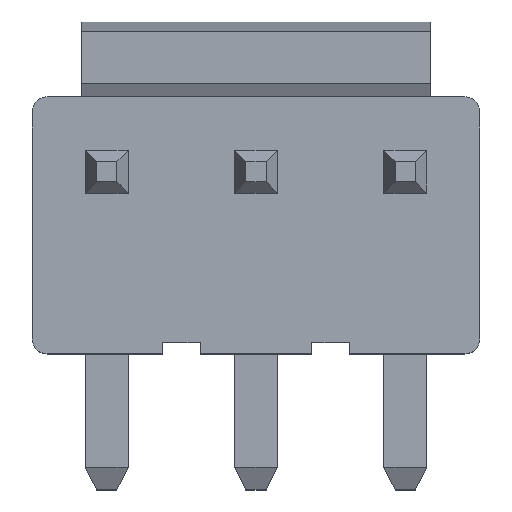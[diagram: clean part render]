
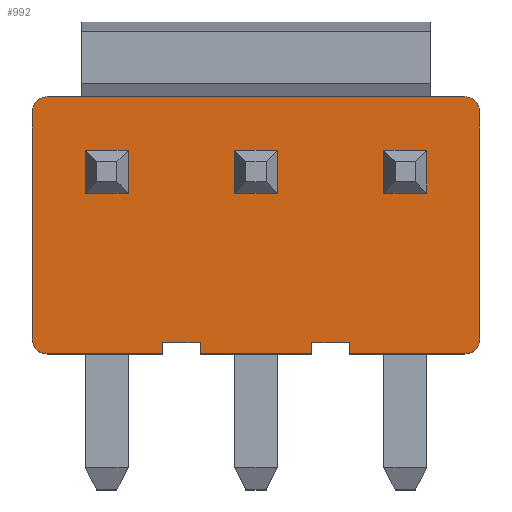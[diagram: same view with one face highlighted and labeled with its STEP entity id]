
A CAD part, top view. The second image highlights one B-rep face of the part: STEP entity #992.
In plain terms, the highlighted planar face has unit normal (0, 0, 1).
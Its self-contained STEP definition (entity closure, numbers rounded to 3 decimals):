
#652 = VERTEX_POINT('',#653);
#653 = CARTESIAN_POINT('',(9.9,6.42,6.4));
#659 = EDGE_CURVE('',#660,#652,#662,.T.);
#660 = VERTEX_POINT('',#661);
#661 = CARTESIAN_POINT('',(9.9,0.4,6.4));
#662 = LINE('',#663,#664);
#663 = CARTESIAN_POINT('',(9.9,0.,6.4));
#664 = VECTOR('',#665,1.);
#665 = DIRECTION('',(0.,1.,0.));
#948 = VERTEX_POINT('',#949);
#949 = CARTESIAN_POINT('',(9.5,0.,6.4));
#955 = EDGE_CURVE('',#660,#948,#956,.T.);
#956 = CIRCLE('',#957,0.4);
#957 = AXIS2_PLACEMENT_3D('',#958,#959,#960);
#958 = CARTESIAN_POINT('',(9.5,0.4,6.4));
#959 = DIRECTION('',(-0.,0.,-1.));
#960 = DIRECTION('',(0.,-1.,0.));
#973 = VERTEX_POINT('',#974);
#974 = CARTESIAN_POINT('',(9.5,6.82,6.4));
#980 = EDGE_CURVE('',#652,#973,#981,.T.);
#981 = CIRCLE('',#982,0.4);
#982 = AXIS2_PLACEMENT_3D('',#983,#984,#985);
#983 = CARTESIAN_POINT('',(9.5,6.42,6.4));
#984 = DIRECTION('',(-0.,0.,1.));
#985 = DIRECTION('',(0.,-1.,0.));
#992 = ADVANCED_FACE('',(#993,#1118,#1152,#1186),#1220,.T.);
#993 = FACE_BOUND('',#994,.T.);
#994 = EDGE_LOOP('',(#995,#996,#997,#998,#1006,#1014,#1022,#1031,#1039,
    #1048,#1056,#1064,#1072,#1080,#1088,#1096,#1104,#1112));
#995 = ORIENTED_EDGE('',*,*,#955,.F.);
#996 = ORIENTED_EDGE('',*,*,#659,.T.);
#997 = ORIENTED_EDGE('',*,*,#980,.T.);
#998 = ORIENTED_EDGE('',*,*,#999,.T.);
#999 = EDGE_CURVE('',#973,#1000,#1002,.T.);
#1000 = VERTEX_POINT('',#1001);
#1001 = CARTESIAN_POINT('',(8.59,6.82,6.4));
#1002 = LINE('',#1003,#1004);
#1003 = CARTESIAN_POINT('',(9.9,6.82,6.4));
#1004 = VECTOR('',#1005,1.);
#1005 = DIRECTION('',(-1.,0.,0.));
#1006 = ORIENTED_EDGE('',*,*,#1007,.T.);
#1007 = EDGE_CURVE('',#1000,#1008,#1010,.T.);
#1008 = VERTEX_POINT('',#1009);
#1009 = CARTESIAN_POINT('',(-0.67,6.82,6.4));
#1010 = LINE('',#1011,#1012);
#1011 = CARTESIAN_POINT('',(9.9,6.82,6.4));
#1012 = VECTOR('',#1013,1.);
#1013 = DIRECTION('',(-1.,0.,0.));
#1014 = ORIENTED_EDGE('',*,*,#1015,.T.);
#1015 = EDGE_CURVE('',#1008,#1016,#1018,.T.);
#1016 = VERTEX_POINT('',#1017);
#1017 = CARTESIAN_POINT('',(-1.58,6.82,6.4));
#1018 = LINE('',#1019,#1020);
#1019 = CARTESIAN_POINT('',(9.9,6.82,6.4));
#1020 = VECTOR('',#1021,1.);
#1021 = DIRECTION('',(-1.,0.,0.));
#1022 = ORIENTED_EDGE('',*,*,#1023,.F.);
#1023 = EDGE_CURVE('',#1024,#1016,#1026,.T.);
#1024 = VERTEX_POINT('',#1025);
#1025 = CARTESIAN_POINT('',(-1.98,6.42,6.4));
#1026 = CIRCLE('',#1027,0.4);
#1027 = AXIS2_PLACEMENT_3D('',#1028,#1029,#1030);
#1028 = CARTESIAN_POINT('',(-1.58,6.42,6.4));
#1029 = DIRECTION('',(0.,0.,-1.));
#1030 = DIRECTION('',(0.,1.,0.));
#1031 = ORIENTED_EDGE('',*,*,#1032,.F.);
#1032 = EDGE_CURVE('',#1033,#1024,#1035,.T.);
#1033 = VERTEX_POINT('',#1034);
#1034 = CARTESIAN_POINT('',(-1.98,0.4,6.4));
#1035 = LINE('',#1036,#1037);
#1036 = CARTESIAN_POINT('',(-1.98,0.,6.4));
#1037 = VECTOR('',#1038,1.);
#1038 = DIRECTION('',(0.,1.,0.));
#1039 = ORIENTED_EDGE('',*,*,#1040,.T.);
#1040 = EDGE_CURVE('',#1033,#1041,#1043,.T.);
#1041 = VERTEX_POINT('',#1042);
#1042 = CARTESIAN_POINT('',(-1.58,0.,6.4));
#1043 = CIRCLE('',#1044,0.4);
#1044 = AXIS2_PLACEMENT_3D('',#1045,#1046,#1047);
#1045 = CARTESIAN_POINT('',(-1.58,0.4,6.4));
#1046 = DIRECTION('',(0.,0.,1.));
#1047 = DIRECTION('',(0.,1.,0.));
#1048 = ORIENTED_EDGE('',*,*,#1049,.F.);
#1049 = EDGE_CURVE('',#1050,#1041,#1052,.T.);
#1050 = VERTEX_POINT('',#1051);
#1051 = CARTESIAN_POINT('',(1.48,0.,6.4));
#1052 = LINE('',#1053,#1054);
#1053 = CARTESIAN_POINT('',(9.9,0.,6.4));
#1054 = VECTOR('',#1055,1.);
#1055 = DIRECTION('',(-1.,0.,0.));
#1056 = ORIENTED_EDGE('',*,*,#1057,.T.);
#1057 = EDGE_CURVE('',#1050,#1058,#1060,.T.);
#1058 = VERTEX_POINT('',#1059);
#1059 = CARTESIAN_POINT('',(1.48,0.3,6.4));
#1060 = LINE('',#1061,#1062);
#1061 = CARTESIAN_POINT('',(1.48,0.,6.4));
#1062 = VECTOR('',#1063,1.);
#1063 = DIRECTION('',(0.,1.,0.));
#1064 = ORIENTED_EDGE('',*,*,#1065,.T.);
#1065 = EDGE_CURVE('',#1058,#1066,#1068,.T.);
#1066 = VERTEX_POINT('',#1067);
#1067 = CARTESIAN_POINT('',(2.48,0.3,6.4));
#1068 = LINE('',#1069,#1070);
#1069 = CARTESIAN_POINT('',(1.48,0.3,6.4));
#1070 = VECTOR('',#1071,1.);
#1071 = DIRECTION('',(1.,0.,0.));
#1072 = ORIENTED_EDGE('',*,*,#1073,.T.);
#1073 = EDGE_CURVE('',#1066,#1074,#1076,.T.);
#1074 = VERTEX_POINT('',#1075);
#1075 = CARTESIAN_POINT('',(2.48,0.,6.4));
#1076 = LINE('',#1077,#1078);
#1077 = CARTESIAN_POINT('',(2.48,0.3,6.4));
#1078 = VECTOR('',#1079,1.);
#1079 = DIRECTION('',(-0.,-1.,0.));
#1080 = ORIENTED_EDGE('',*,*,#1081,.F.);
#1081 = EDGE_CURVE('',#1082,#1074,#1084,.T.);
#1082 = VERTEX_POINT('',#1083);
#1083 = CARTESIAN_POINT('',(5.44,0.,6.4));
#1084 = LINE('',#1085,#1086);
#1085 = CARTESIAN_POINT('',(9.9,0.,6.4));
#1086 = VECTOR('',#1087,1.);
#1087 = DIRECTION('',(-1.,0.,0.));
#1088 = ORIENTED_EDGE('',*,*,#1089,.F.);
#1089 = EDGE_CURVE('',#1090,#1082,#1092,.T.);
#1090 = VERTEX_POINT('',#1091);
#1091 = CARTESIAN_POINT('',(5.44,0.3,6.4));
#1092 = LINE('',#1093,#1094);
#1093 = CARTESIAN_POINT('',(5.44,0.3,6.4));
#1094 = VECTOR('',#1095,1.);
#1095 = DIRECTION('',(0.,-1.,0.));
#1096 = ORIENTED_EDGE('',*,*,#1097,.F.);
#1097 = EDGE_CURVE('',#1098,#1090,#1100,.T.);
#1098 = VERTEX_POINT('',#1099);
#1099 = CARTESIAN_POINT('',(6.44,0.3,6.4));
#1100 = LINE('',#1101,#1102);
#1101 = CARTESIAN_POINT('',(6.44,0.3,6.4));
#1102 = VECTOR('',#1103,1.);
#1103 = DIRECTION('',(-1.,0.,0.));
#1104 = ORIENTED_EDGE('',*,*,#1105,.F.);
#1105 = EDGE_CURVE('',#1106,#1098,#1108,.T.);
#1106 = VERTEX_POINT('',#1107);
#1107 = CARTESIAN_POINT('',(6.44,0.,6.4));
#1108 = LINE('',#1109,#1110);
#1109 = CARTESIAN_POINT('',(6.44,0.,6.4));
#1110 = VECTOR('',#1111,1.);
#1111 = DIRECTION('',(0.,1.,0.));
#1112 = ORIENTED_EDGE('',*,*,#1113,.F.);
#1113 = EDGE_CURVE('',#948,#1106,#1114,.T.);
#1114 = LINE('',#1115,#1116);
#1115 = CARTESIAN_POINT('',(9.9,0.,6.4));
#1116 = VECTOR('',#1117,1.);
#1117 = DIRECTION('',(-1.,0.,0.));
#1118 = FACE_BOUND('',#1119,.T.);
#1119 = EDGE_LOOP('',(#1120,#1130,#1138,#1146));
#1120 = ORIENTED_EDGE('',*,*,#1121,.T.);
#1121 = EDGE_CURVE('',#1122,#1124,#1126,.T.);
#1122 = VERTEX_POINT('',#1123);
#1123 = CARTESIAN_POINT('',(7.35,5.39,6.4));
#1124 = VERTEX_POINT('',#1125);
#1125 = CARTESIAN_POINT('',(8.49,5.39,6.4));
#1126 = LINE('',#1127,#1128);
#1127 = CARTESIAN_POINT('',(9.195,5.39,6.4));
#1128 = VECTOR('',#1129,1.);
#1129 = DIRECTION('',(1.,0.,0.));
#1130 = ORIENTED_EDGE('',*,*,#1131,.T.);
#1131 = EDGE_CURVE('',#1124,#1132,#1134,.T.);
#1132 = VERTEX_POINT('',#1133);
#1133 = CARTESIAN_POINT('',(8.49,4.25,6.4));
#1134 = LINE('',#1135,#1136);
#1135 = CARTESIAN_POINT('',(8.49,2.125,6.4));
#1136 = VECTOR('',#1137,1.);
#1137 = DIRECTION('',(0.,-1.,0.));
#1138 = ORIENTED_EDGE('',*,*,#1139,.T.);
#1139 = EDGE_CURVE('',#1132,#1140,#1142,.T.);
#1140 = VERTEX_POINT('',#1141);
#1141 = CARTESIAN_POINT('',(7.35,4.25,6.4));
#1142 = LINE('',#1143,#1144);
#1143 = CARTESIAN_POINT('',(8.625,4.25,6.4));
#1144 = VECTOR('',#1145,1.);
#1145 = DIRECTION('',(-1.,0.,0.));
#1146 = ORIENTED_EDGE('',*,*,#1147,.T.);
#1147 = EDGE_CURVE('',#1140,#1122,#1148,.T.);
#1148 = LINE('',#1149,#1150);
#1149 = CARTESIAN_POINT('',(7.35,2.695,6.4));
#1150 = VECTOR('',#1151,1.);
#1151 = DIRECTION('',(0.,1.,0.));
#1152 = FACE_BOUND('',#1153,.T.);
#1153 = EDGE_LOOP('',(#1154,#1164,#1172,#1180));
#1154 = ORIENTED_EDGE('',*,*,#1155,.T.);
#1155 = EDGE_CURVE('',#1156,#1158,#1160,.T.);
#1156 = VERTEX_POINT('',#1157);
#1157 = CARTESIAN_POINT('',(3.39,5.39,6.4));
#1158 = VERTEX_POINT('',#1159);
#1159 = CARTESIAN_POINT('',(4.53,5.39,6.4));
#1160 = LINE('',#1161,#1162);
#1161 = CARTESIAN_POINT('',(7.215,5.39,6.4));
#1162 = VECTOR('',#1163,1.);
#1163 = DIRECTION('',(1.,0.,0.));
#1164 = ORIENTED_EDGE('',*,*,#1165,.T.);
#1165 = EDGE_CURVE('',#1158,#1166,#1168,.T.);
#1166 = VERTEX_POINT('',#1167);
#1167 = CARTESIAN_POINT('',(4.53,4.25,6.4));
#1168 = LINE('',#1169,#1170);
#1169 = CARTESIAN_POINT('',(4.53,2.125,6.4));
#1170 = VECTOR('',#1171,1.);
#1171 = DIRECTION('',(0.,-1.,0.));
#1172 = ORIENTED_EDGE('',*,*,#1173,.T.);
#1173 = EDGE_CURVE('',#1166,#1174,#1176,.T.);
#1174 = VERTEX_POINT('',#1175);
#1175 = CARTESIAN_POINT('',(3.39,4.25,6.4));
#1176 = LINE('',#1177,#1178);
#1177 = CARTESIAN_POINT('',(6.645,4.25,6.4));
#1178 = VECTOR('',#1179,1.);
#1179 = DIRECTION('',(-1.,0.,0.));
#1180 = ORIENTED_EDGE('',*,*,#1181,.T.);
#1181 = EDGE_CURVE('',#1174,#1156,#1182,.T.);
#1182 = LINE('',#1183,#1184);
#1183 = CARTESIAN_POINT('',(3.39,2.695,6.4));
#1184 = VECTOR('',#1185,1.);
#1185 = DIRECTION('',(0.,1.,0.));
#1186 = FACE_BOUND('',#1187,.T.);
#1187 = EDGE_LOOP('',(#1188,#1198,#1206,#1214));
#1188 = ORIENTED_EDGE('',*,*,#1189,.T.);
#1189 = EDGE_CURVE('',#1190,#1192,#1194,.T.);
#1190 = VERTEX_POINT('',#1191);
#1191 = CARTESIAN_POINT('',(-0.57,5.39,6.4));
#1192 = VERTEX_POINT('',#1193);
#1193 = CARTESIAN_POINT('',(0.57,5.39,6.4));
#1194 = LINE('',#1195,#1196);
#1195 = CARTESIAN_POINT('',(5.235,5.39,6.4));
#1196 = VECTOR('',#1197,1.);
#1197 = DIRECTION('',(1.,0.,0.));
#1198 = ORIENTED_EDGE('',*,*,#1199,.T.);
#1199 = EDGE_CURVE('',#1192,#1200,#1202,.T.);
#1200 = VERTEX_POINT('',#1201);
#1201 = CARTESIAN_POINT('',(0.57,4.25,6.4));
#1202 = LINE('',#1203,#1204);
#1203 = CARTESIAN_POINT('',(0.57,2.125,6.4));
#1204 = VECTOR('',#1205,1.);
#1205 = DIRECTION('',(0.,-1.,0.));
#1206 = ORIENTED_EDGE('',*,*,#1207,.T.);
#1207 = EDGE_CURVE('',#1200,#1208,#1210,.T.);
#1208 = VERTEX_POINT('',#1209);
#1209 = CARTESIAN_POINT('',(-0.57,4.25,6.4));
#1210 = LINE('',#1211,#1212);
#1211 = CARTESIAN_POINT('',(4.665,4.25,6.4));
#1212 = VECTOR('',#1213,1.);
#1213 = DIRECTION('',(-1.,0.,0.));
#1214 = ORIENTED_EDGE('',*,*,#1215,.T.);
#1215 = EDGE_CURVE('',#1208,#1190,#1216,.T.);
#1216 = LINE('',#1217,#1218);
#1217 = CARTESIAN_POINT('',(-0.57,2.695,6.4));
#1218 = VECTOR('',#1219,1.);
#1219 = DIRECTION('',(0.,1.,0.));
#1220 = PLANE('',#1221);
#1221 = AXIS2_PLACEMENT_3D('',#1222,#1223,#1224);
#1222 = CARTESIAN_POINT('',(9.9,0.,6.4));
#1223 = DIRECTION('',(0.,0.,1.));
#1224 = DIRECTION('',(-1.,0.,0.));
